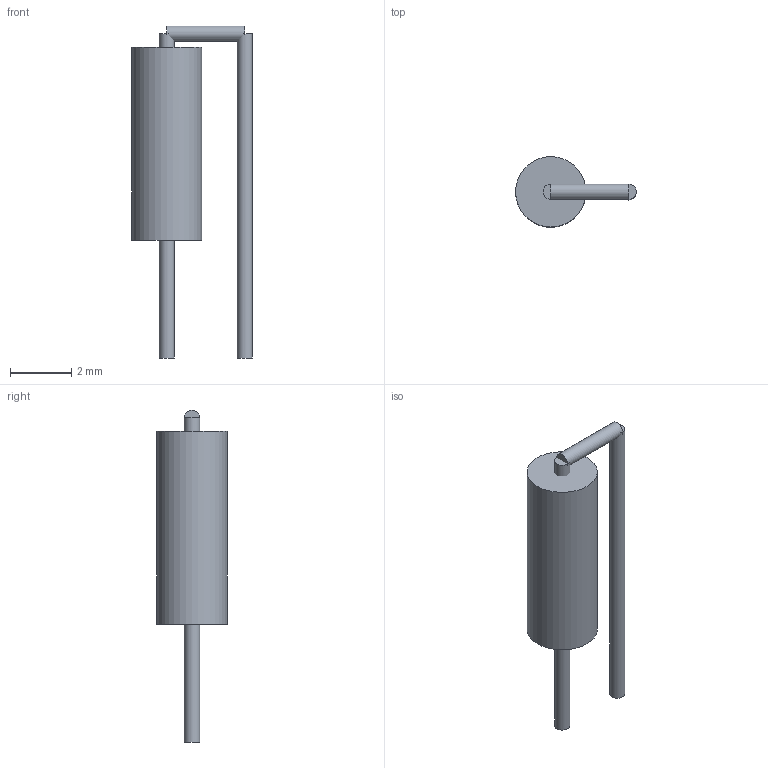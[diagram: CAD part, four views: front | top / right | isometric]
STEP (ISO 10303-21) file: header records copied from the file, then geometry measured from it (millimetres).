
FILE_DESCRIPTION(('FreeCAD Model'),'2;1');
FILE_NAME('Open CASCADE Shape Model','2024-05-11T01:11:04',('Author'),( ''),'Open CASCADE STEP processor 7.6','FreeCAD','Unknown');
FILE_SCHEMA(('AUTOMOTIVE_DESIGN { 1 0 10303 214 1 1 1 1 }'));
Length unit declared in the file: millimetre
Products named in the file (6): resistor6_3x2_3_vertical; Body; Body001; Body005; Body006; Body007
Assembly tree (5 placements, depth 2):
  resistor6_3x2_3_vertical
    Body
    Body001
    Body005
    Body006
    Body007
Bounding box: 3.95 x 2.3 x 10.85 mm (x, y, z)
Volume: 29.6 mm3; surface area: 82.9 mm2
Topology: 5 solids, 5 shells, 15 faces, 15 edges, 10 vertices
Faces by surface type: plane 10, cylinder 5
Full cylindrical faces by diameter (mm): 0.5 x4, 2.3 x1
Entity records: 618 total; most frequent: DIRECTION 97, CARTESIAN_POINT 76, AXIS2_PLACEMENT_3D 31, ORIENTED_EDGE 30, PCURVE 30, DEFINITIONAL_REPRESENTATION 30, LINE 25, VECTOR 25
